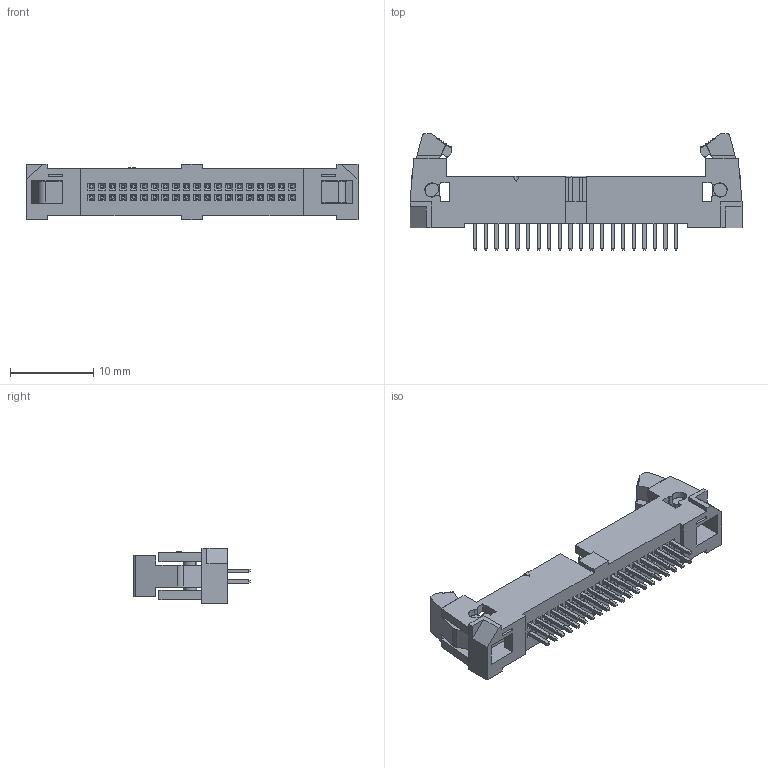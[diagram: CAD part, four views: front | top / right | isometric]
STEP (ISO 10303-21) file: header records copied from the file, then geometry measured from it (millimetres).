
FILE_DESCRIPTION((''),'2;1');
FILE_NAME('M50-3552042_ASM','2012-09-12T',('sbennett'),(''),'PRO/ENGINEER BY PARAMETRIC TECHNOLOGY CORPORATION, 2011490','PRO/ENGINEER BY PARAMETRIC TECHNOLOGY CORPORATION, 2011490','');
FILE_SCHEMA(('CONFIG_CONTROL_DESIGN','SHAPE_APPEARANCE_LAYERS_GROUPS'));
Length unit declared in the file: millimetre
Products named in the file (4): M50-35520_MOULD; M50-355_PIN; M50-355_LATCH; M50-3552042_ASM
Assembly tree (43 placements, depth 2):
  M50-3552042_ASM
    M50-35520_MOULD
    M50-355_PIN  x40
    M50-355_LATCH  x2
Bounding box: 39.88 x 14.02 x 6.67 mm (x, y, z)
Volume: 1039.6 mm3; surface area: 2445.3 mm2
Topology: 43 solids, 43 shells, 1326 faces, 3116 edges, 1916 vertices
Faces by surface type: plane 1270, cylinder 46, extrusion 10
Entity records: 21192 total; most frequent: CARTESIAN_POINT 3004, ORIENTED_EDGE 2836, DIRECTION 2655, PRESENTATION_STYLE_ASSIGNMENT 1430, STYLED_ITEM 1421, CURVE_STYLE 1418, EDGE_CURVE 1418, VECTOR 1333
